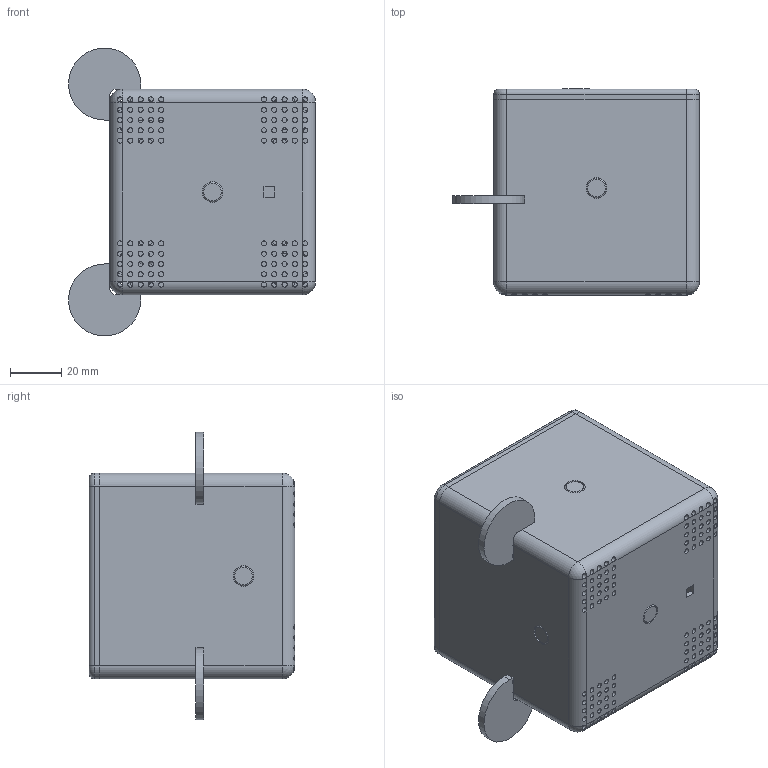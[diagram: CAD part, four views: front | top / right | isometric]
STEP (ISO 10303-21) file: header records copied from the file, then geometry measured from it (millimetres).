
FILE_DESCRIPTION(/* description */ (''),/* implementation_level */ '2;1');
FILE_NAME(/* name */ 'assembly as bear.stp',/* time_stamp */ '2024-10-06T21:53:19-03:00',/* author */ ('hojan'),/* organization */ (''),/* preprocessor_version */ 'ST-DEVELOPER v18.1',/* originating_system */ 'Autodesk Inventor 2021',/* authorisation */ '');
FILE_SCHEMA (('AUTOMOTIVE_DESIGN { 1 0 10303 214 3 1 1 }'));
Length unit declared in the file: millimetre
Products named in the file (8): Ensamblaje_oso; base_nasa; cara_nasa; pieza_nasa; sensor_2; sensor; pantalla; oso
Assembly tree (13 placements, depth 2):
  Ensamblaje_oso
    base_nasa
    cara_nasa
    pieza_nasa
    sensor  x2
    sensor_2  x5
    pantalla
    oso  x2
Bounding box: 96 x 80.1 x 112 mm (x, y, z)
Volume: 110435.1 mm3; surface area: 98113.9 mm2
Topology: 13 solids, 13 shells, 511 faces, 1581 edges, 1061 vertices
Faces by surface type: cylinder 278, plane 185, torus 36, sphere 12
Full cylindrical faces by diameter (mm): 1.6 x4, 2 x152, 2.7 x4, 3 x8, 4 x4, 6 x8, 6.5 x6, 7.1 x1, 7.8 x7, 8 x6, 9 x7
Entity records: 20192 total; most frequent: CARTESIAN_POINT 5523, DIRECTION 2955, ORIENTED_EDGE 2896, EDGE_CURVE 1448, AXIS2_PLACEMENT_3D 1168, VERTEX_POINT 962, EDGE_LOOP 738, CIRCLE 685
